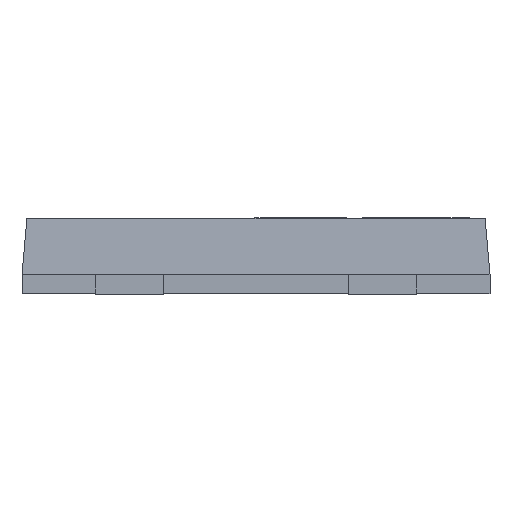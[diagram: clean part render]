
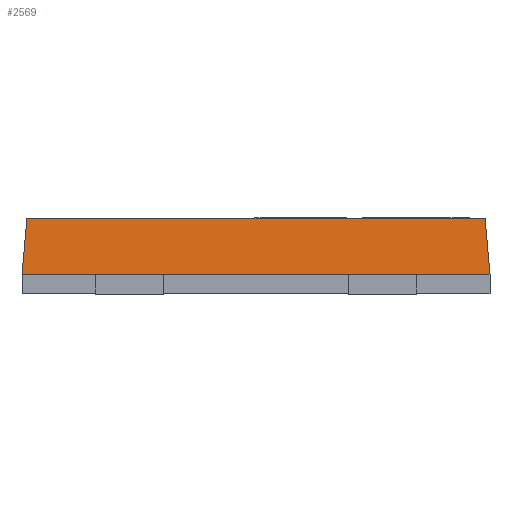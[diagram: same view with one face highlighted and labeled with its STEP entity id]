
A CAD part, front view. The second image highlights one B-rep face of the part: STEP entity #2569.
In plain terms, the highlighted planar face has unit normal (0, -0.996, 0.087).
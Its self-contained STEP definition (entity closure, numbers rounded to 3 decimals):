
#260 = DIRECTION ( 'NONE',  ( 1., 0., 0. ) ) ;
#273 = CARTESIAN_POINT ( 'NONE',  ( -4.8, -4.3, 0. ) ) ;
#324 = EDGE_CURVE ( 'NONE', #5022, #7123, #3928, .T. ) ;
#334 = LINE ( 'NONE', #4077, #473 ) ;
#473 = VECTOR ( 'NONE', #8366, 1000. ) ;
#514 = ORIENTED_EDGE ( 'NONE', *, *, #2959, .F. ) ;
#601 = EDGE_CURVE ( 'NONE', #979, #6358, #6347, .T. ) ;
#833 = ORIENTED_EDGE ( 'NONE', *, *, #601, .T. ) ;
#843 = ORIENTED_EDGE ( 'NONE', *, *, #7978, .T. ) ;
#976 = DIRECTION ( 'NONE',  ( 1., 0., 0. ) ) ;
#979 = VERTEX_POINT ( 'NONE', #6111 ) ;
#1093 = ORIENTED_EDGE ( 'NONE', *, *, #2175, .T. ) ;
#1665 = CARTESIAN_POINT ( 'NONE',  ( -4.8, -4.3, 0. ) ) ;
#1688 = FACE_OUTER_BOUND ( 'NONE', #2309, .T. ) ;
#1769 = DIRECTION ( 'NONE',  ( 1., 0., 0. ) ) ;
#2145 = AXIS2_PLACEMENT_3D ( 'NONE', #1665, #9346, #2574 ) ;
#2175 = EDGE_CURVE ( 'NONE', #4864, #9505, #4971, .T. ) ;
#2194 = ORIENTED_EDGE ( 'NONE', *, *, #4501, .T. ) ;
#2283 = EDGE_CURVE ( 'NONE', #3871, #4345, #4580, .T. ) ;
#2309 = EDGE_LOOP ( 'NONE', ( #843, #833, #6958, #8701, #2194, #8707, #514, #1093 ) ) ;
#2569 = ADVANCED_FACE ( 'NONE', ( #1688 ), #3134, .T. ) ;
#2574 = DIRECTION ( 'NONE',  ( 0., -0.087, -0.996 ) ) ;
#2943 = CARTESIAN_POINT ( 'NONE',  ( 4.8, -4.3, 0. ) ) ;
#2959 = EDGE_CURVE ( 'NONE', #4864, #5022, #334, .T. ) ;
#3134 = PLANE ( 'NONE',  #2145 ) ;
#3168 = DIRECTION ( 'NONE',  ( 1., 0., 0. ) ) ;
#3229 = DIRECTION ( 'NONE',  ( 1., 0., 0. ) ) ;
#3289 = CARTESIAN_POINT ( 'NONE',  ( -4.8, -4.3, 0. ) ) ;
#3296 = EDGE_CURVE ( 'NONE', #6358, #3871, #5958, .T. ) ;
#3871 = VERTEX_POINT ( 'NONE', #4890 ) ;
#3928 = LINE ( 'NONE', #2943, #5664 ) ;
#4077 = CARTESIAN_POINT ( 'NONE',  ( 0., -4.199, 1.15 ) ) ;
#4345 = VERTEX_POINT ( 'NONE', #9199 ) ;
#4382 = CARTESIAN_POINT ( 'NONE',  ( -4.8, -4.3, 0. ) ) ;
#4406 = VECTOR ( 'NONE', #976, 1000. ) ;
#4473 = CARTESIAN_POINT ( 'NONE',  ( -4.8, -4.3, 0. ) ) ;
#4501 = EDGE_CURVE ( 'NONE', #4345, #7123, #5142, .T. ) ;
#4580 = LINE ( 'NONE', #7500, #4406 ) ;
#4602 = VECTOR ( 'NONE', #3229, 1000. ) ;
#4864 = VERTEX_POINT ( 'NONE', #7487 ) ;
#4890 = CARTESIAN_POINT ( 'NONE',  ( 1.9, -4.3, 0. ) ) ;
#4935 = CARTESIAN_POINT ( 'NONE',  ( -1.9, -4.3, 0. ) ) ;
#4945 = VECTOR ( 'NONE', #8618, 1000. ) ;
#4971 = LINE ( 'NONE', #9357, #4945 ) ;
#5022 = VERTEX_POINT ( 'NONE', #8471 ) ;
#5142 = LINE ( 'NONE', #4382, #6877 ) ;
#5206 = CARTESIAN_POINT ( 'NONE',  ( 4.8, -4.3, 0. ) ) ;
#5664 = VECTOR ( 'NONE', #6219, 1000. ) ;
#5958 = LINE ( 'NONE', #4473, #7948 ) ;
#6111 = CARTESIAN_POINT ( 'NONE',  ( -3.3, -4.3, 0. ) ) ;
#6219 = DIRECTION ( 'NONE',  ( 0.087, -0.087, -0.992 ) ) ;
#6347 = LINE ( 'NONE', #273, #7051 ) ;
#6358 = VERTEX_POINT ( 'NONE', #4935 ) ;
#6588 = LINE ( 'NONE', #3289, #4602 ) ;
#6877 = VECTOR ( 'NONE', #1769, 1000. ) ;
#6958 = ORIENTED_EDGE ( 'NONE', *, *, #3296, .T. ) ;
#7051 = VECTOR ( 'NONE', #260, 1000. ) ;
#7123 = VERTEX_POINT ( 'NONE', #5206 ) ;
#7487 = CARTESIAN_POINT ( 'NONE',  ( -4.699, -4.199, 1.15 ) ) ;
#7500 = CARTESIAN_POINT ( 'NONE',  ( -4.8, -4.3, 0. ) ) ;
#7948 = VECTOR ( 'NONE', #3168, 1000. ) ;
#7978 = EDGE_CURVE ( 'NONE', #9505, #979, #6588, .T. ) ;
#8366 = DIRECTION ( 'NONE',  ( 1., 0., 0. ) ) ;
#8471 = CARTESIAN_POINT ( 'NONE',  ( 4.699, -4.199, 1.15 ) ) ;
#8618 = DIRECTION ( 'NONE',  ( -0.087, -0.087, -0.992 ) ) ;
#8688 = CARTESIAN_POINT ( 'NONE',  ( -4.8, -4.3, 0. ) ) ;
#8701 = ORIENTED_EDGE ( 'NONE', *, *, #2283, .T. ) ;
#8707 = ORIENTED_EDGE ( 'NONE', *, *, #324, .F. ) ;
#9199 = CARTESIAN_POINT ( 'NONE',  ( 3.3, -4.3, 0. ) ) ;
#9346 = DIRECTION ( 'NONE',  ( 0., -0.996, 0.087 ) ) ;
#9357 = CARTESIAN_POINT ( 'NONE',  ( -4.8, -4.3, 0. ) ) ;
#9505 = VERTEX_POINT ( 'NONE', #8688 ) ;
